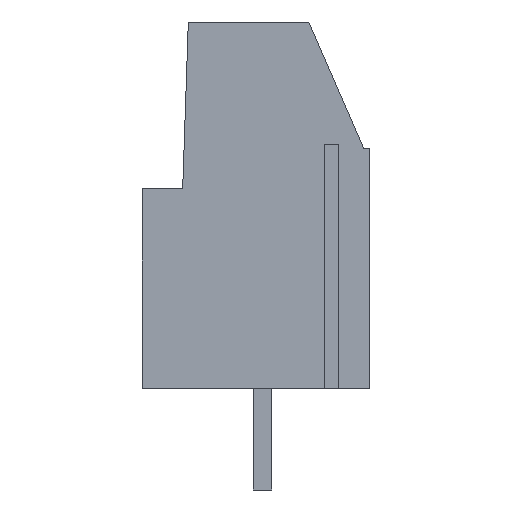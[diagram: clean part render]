
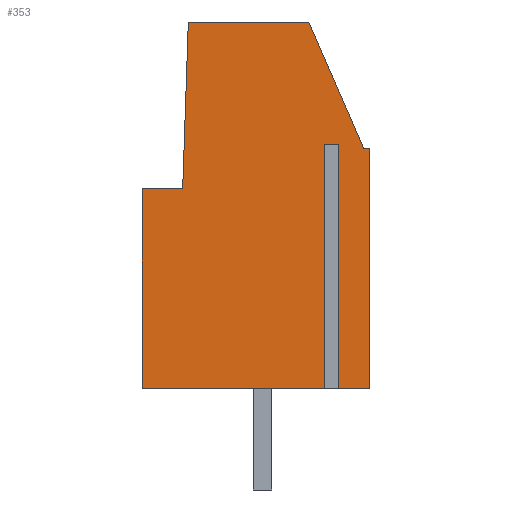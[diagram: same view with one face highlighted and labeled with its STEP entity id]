
A CAD part, left-side view. The second image highlights one B-rep face of the part: STEP entity #353.
In plain terms, the highlighted planar face has unit normal (-1, 0, 0).
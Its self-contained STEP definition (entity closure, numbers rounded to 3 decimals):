
#13=DIRECTION('',(0.,0.,1.));
#21=EDGE_CURVE('',#22,#24,#26,.T.);
#22=VERTEX_POINT('',#23);
#23=CARTESIAN_POINT('',(-2.54,-5.283,0.));
#24=VERTEX_POINT('',#25);
#25=CARTESIAN_POINT('',(-2.54,-3.562,0.));
#26=LINE('',#23,#27);
#27=VECTOR('',#28,1.);
#28=DIRECTION('',(0.,1.,0.));
#35=DIRECTION('',(1.,0.,0.));
#53=VECTOR('',#54,1.);
#54=DIRECTION('',(0.,-1.,0.));
#68=VERTEX_POINT('',#69);
#69=CARTESIAN_POINT('',(-2.54,5.917,0.));
#72=EDGE_CURVE('',#73,#68,#26,.T.);
#73=VERTEX_POINT('',#74);
#74=CARTESIAN_POINT('',(-2.54,-3.205,0.));
#353=ADVANCED_FACE('',(#354),#413,.F.);
#354=FACE_BOUND('',#355,.F.);
#355=EDGE_LOOP('',(#356,#365,#370,#376,#377,#383,#388,#391,#392,#397,#402,#409));
#356=ORIENTED_EDGE('',*,*,#357,.T.);
#357=EDGE_CURVE('',#358,#360,#362,.T.);
#358=VERTEX_POINT('',#359);
#359=CARTESIAN_POINT('',(-2.54,-2.283,18.));
#360=VERTEX_POINT('',#361);
#361=CARTESIAN_POINT('',(-2.54,-4.983,11.8));
#362=LINE('',#359,#363);
#363=VECTOR('',#364,1.);
#364=DIRECTION('',(0.,-0.399,-0.917));
#365=ORIENTED_EDGE('',*,*,#366,.T.);
#366=EDGE_CURVE('',#360,#367,#369,.T.);
#367=VERTEX_POINT('',#368);
#368=CARTESIAN_POINT('',(-2.54,-5.283,11.8));
#369=LINE('',#361,#53);
#370=ORIENTED_EDGE('',*,*,#371,.T.);
#371=EDGE_CURVE('',#367,#22,#372,.T.);
#372=LINE('',#373,#374);
#373=CARTESIAN_POINT('',(-2.54,-5.283,18.));
#374=VECTOR('',#375,1.);
#375=DIRECTION('',(0.,0.,-1.));
#376=ORIENTED_EDGE('',*,*,#21,.T.);
#377=ORIENTED_EDGE('',*,*,#378,.T.);
#378=EDGE_CURVE('',#24,#379,#381,.T.);
#379=VERTEX_POINT('',#380);
#380=CARTESIAN_POINT('',(-2.54,-3.562,12.));
#381=LINE('',#25,#382);
#382=VECTOR('',#13,1.);
#383=ORIENTED_EDGE('',*,*,#384,.T.);
#384=EDGE_CURVE('',#379,#385,#387,.T.);
#385=VERTEX_POINT('',#386);
#386=CARTESIAN_POINT('',(-2.54,-3.205,12.));
#387=LINE('',#380,#27);
#388=ORIENTED_EDGE('',*,*,#389,.F.);
#389=EDGE_CURVE('',#73,#385,#390,.T.);
#390=LINE('',#74,#382);
#391=ORIENTED_EDGE('',*,*,#72,.T.);
#392=ORIENTED_EDGE('',*,*,#393,.T.);
#393=EDGE_CURVE('',#68,#394,#396,.T.);
#394=VERTEX_POINT('',#395);
#395=CARTESIAN_POINT('',(-2.54,5.917,9.8));
#396=LINE('',#69,#382);
#397=ORIENTED_EDGE('',*,*,#398,.F.);
#398=EDGE_CURVE('',#399,#394,#401,.T.);
#399=VERTEX_POINT('',#400);
#400=CARTESIAN_POINT('',(-2.54,3.92,9.8));
#401=LINE('',#400,#27);
#402=ORIENTED_EDGE('',*,*,#403,.F.);
#403=EDGE_CURVE('',#404,#399,#406,.T.);
#404=VERTEX_POINT('',#405);
#405=CARTESIAN_POINT('',(-2.54,3.644,18.));
#406=LINE('',#405,#407);
#407=VECTOR('',#408,1.);
#408=DIRECTION('',(0.,0.034,-0.999));
#409=ORIENTED_EDGE('',*,*,#410,.T.);
#410=EDGE_CURVE('',#404,#358,#411,.T.);
#411=LINE('',#412,#53);
#412=CARTESIAN_POINT('',(-2.54,5.917,18.));
#413=PLANE('',#414);
#414=AXIS2_PLACEMENT_3D('',#415,#35,#416);
#415=CARTESIAN_POINT('',(-2.54,0.317,9.));
#416=DIRECTION('',(-0.,0.,1.));
